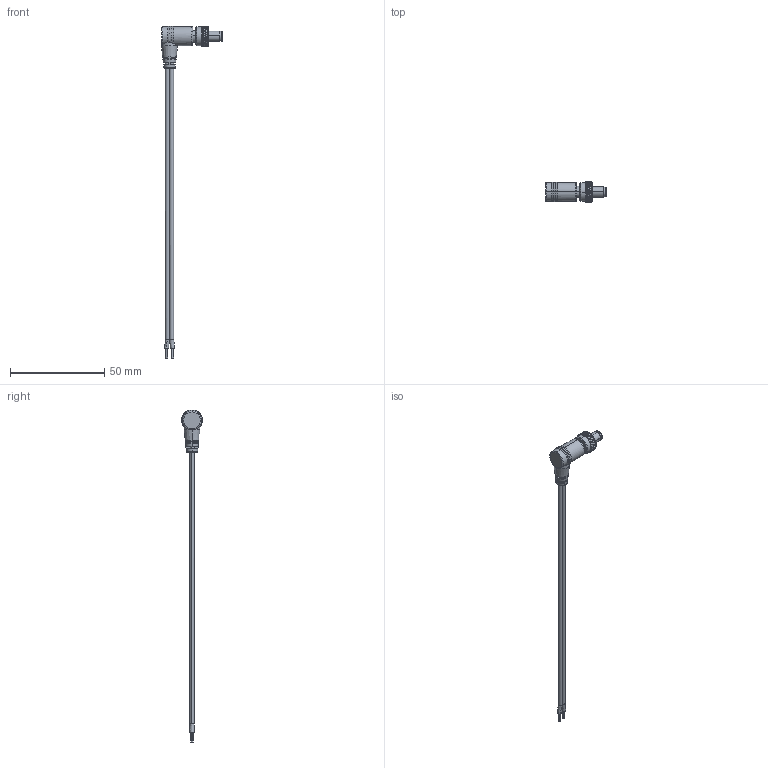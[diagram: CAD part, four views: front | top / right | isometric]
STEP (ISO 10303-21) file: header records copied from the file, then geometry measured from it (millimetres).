
FILE_DESCRIPTION (( 'STEP AP203' ), '1' );
FILE_NAME ('10-00124.step', '2016-09-15T23:33:13', ( '' ), ( '' ), 'SwSTEP 2.0', 'SolidWorks 2015', '' );
FILE_SCHEMA (( 'CONFIG_CONTROL_DESIGN' ));
Length unit declared in the file: millimetre
Products named in the file (10): 24-00017; 50-00011 locking ring; 10-00124; 50-00011 pin; 50-00011 shell 2; 30-00007_Stripped and tinned 5mm; 50-00011; 50-00011 interior shell; 50-00011 shell; 50-00011 insulator
Assembly tree (9 placements, depth 3):
  10-00124
    30-00007_Stripped and tinned 5mm
    24-00017
    50-00011
      50-00011 insulator
      50-00011 interior shell
      50-00011 locking ring
      50-00011 pin
      50-00011 shell 2
      50-00011 shell
Bounding box: 32.4 x 11 x 176.5 mm (x, y, z)
Volume: 3697.8 mm3; surface area: 19184.7 mm2
Topology: 179 solids, 179 shells, 2267 faces, 4635 edges, 2830 vertices
Faces by surface type: plane 812, cylinder 729, bspline 662, torus 32, cone 32
Entity records: 81547 total; most frequent: CARTESIAN_POINT 38268, ORIENTED_EDGE 9262, DIRECTION 7087, EDGE_CURVE 4631, AXIS2_PLACEMENT_3D 2941, VERTEX_POINT 2830, EDGE_LOOP 2385, ADVANCED_FACE 2267
